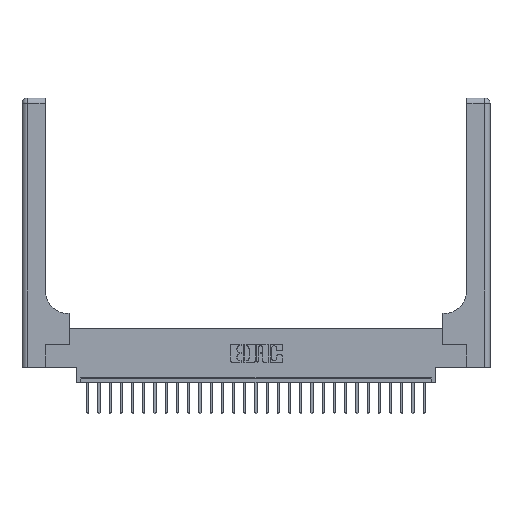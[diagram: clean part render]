
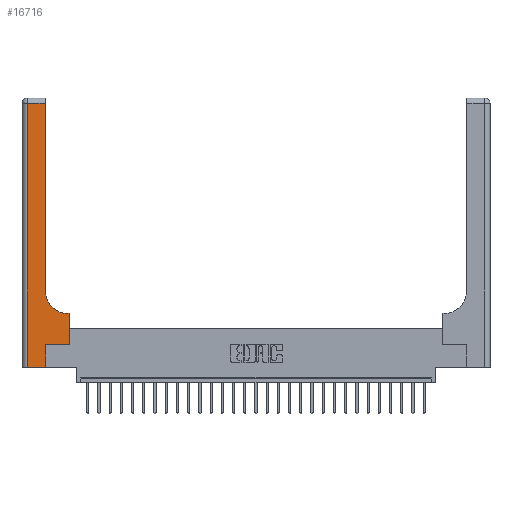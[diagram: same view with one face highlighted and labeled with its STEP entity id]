
A CAD part, top view. The second image highlights one B-rep face of the part: STEP entity #16716.
In plain terms, the highlighted planar face has unit normal (0, 0, 1).
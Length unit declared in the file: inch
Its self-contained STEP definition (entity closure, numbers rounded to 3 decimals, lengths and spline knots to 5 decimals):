
#232 = EDGE_CURVE ( 'NONE', #22980, #7128, #23950, .T. ) ;
#627 = VECTOR ( 'NONE', #7449, 39.37008 ) ;
#695 = CARTESIAN_POINT ( 'NONE',  ( 0.06, 0., 0.37 ) ) ;
#862 = DIRECTION ( 'NONE',  ( 1., 0., 0. ) ) ;
#913 = VERTEX_POINT ( 'NONE', #24956 ) ;
#989 = EDGE_CURVE ( 'NONE', #13929, #10127, #14371, .T. ) ;
#1021 = EDGE_CURVE ( 'NONE', #7345, #913, #23237, .T. ) ;
#1076 = ORIENTED_EDGE ( 'NONE', *, *, #9817, .T. ) ;
#1572 = LINE ( 'NONE', #22067, #627 ) ;
#1983 = DIRECTION ( 'NONE',  ( 0., 0., -1. ) ) ;
#2368 = CARTESIAN_POINT ( 'NONE',  ( 0.265, 0.25, 0.37 ) ) ;
#2411 = CARTESIAN_POINT ( 'NONE',  ( 0.51, 0.85, 0.37 ) ) ;
#3102 = CARTESIAN_POINT ( 'NONE',  ( 0.06, 3., 0.37 ) ) ;
#3161 = VECTOR ( 'NONE', #4360, 39.37008 ) ;
#3670 = CARTESIAN_POINT ( 'NONE',  ( 0.528, 0.25, 0.37 ) ) ;
#4360 = DIRECTION ( 'NONE',  ( 0., 1., 0. ) ) ;
#4644 = LINE ( 'NONE', #8497, #3161 ) ;
#5603 = CIRCLE ( 'NONE', #15863, 0.25 ) ;
#6097 = ORIENTED_EDGE ( 'NONE', *, *, #1021, .T. ) ;
#6771 = LINE ( 'NONE', #14930, #21320 ) ;
#6819 = LINE ( 'NONE', #25039, #21609 ) ;
#7128 = VERTEX_POINT ( 'NONE', #17849 ) ;
#7345 = VERTEX_POINT ( 'NONE', #695 ) ;
#7449 = DIRECTION ( 'NONE',  ( 0., 1., 0. ) ) ;
#7633 = VERTEX_POINT ( 'NONE', #2368 ) ;
#7804 = VERTEX_POINT ( 'NONE', #15594 ) ;
#7887 = VECTOR ( 'NONE', #9129, 39.37008 ) ;
#8497 = CARTESIAN_POINT ( 'NONE',  ( 0.265, 0., 0.37 ) ) ;
#9108 = EDGE_CURVE ( 'NONE', #9416, #13929, #1572, .T. ) ;
#9129 = DIRECTION ( 'NONE',  ( 0., -1., 0. ) ) ;
#9416 = VERTEX_POINT ( 'NONE', #3670 ) ;
#9607 = PLANE ( 'NONE',  #21282 ) ;
#9682 = ORIENTED_EDGE ( 'NONE', *, *, #9108, .T. ) ;
#9817 = EDGE_CURVE ( 'NONE', #7804, #7345, #17703, .T. ) ;
#10127 = VERTEX_POINT ( 'NONE', #14477 ) ;
#10671 = ORIENTED_EDGE ( 'NONE', *, *, #19736, .T. ) ;
#11507 = ORIENTED_EDGE ( 'NONE', *, *, #989, .T. ) ;
#11763 = CARTESIAN_POINT ( 'NONE',  ( 0., 3., 0.37 ) ) ;
#11993 = VECTOR ( 'NONE', #22699, 39.37008 ) ;
#12589 = ORIENTED_EDGE ( 'NONE', *, *, #21492, .T. ) ;
#13230 = CARTESIAN_POINT ( 'NONE',  ( 0.26, 3., 0.37 ) ) ;
#13628 = ORIENTED_EDGE ( 'NONE', *, *, #14528, .T. ) ;
#13739 = DIRECTION ( 'NONE',  ( 0., 1., 0. ) ) ;
#13929 = VERTEX_POINT ( 'NONE', #24709 ) ;
#14284 = FACE_OUTER_BOUND ( 'NONE', #23479, .T. ) ;
#14371 = LINE ( 'NONE', #14505, #11993 ) ;
#14477 = CARTESIAN_POINT ( 'NONE',  ( 0.51, 0.6, 0.37 ) ) ;
#14505 = CARTESIAN_POINT ( 'NONE',  ( 0.26, 0.6, 0.37 ) ) ;
#14518 = ORIENTED_EDGE ( 'NONE', *, *, #25160, .T. ) ;
#14528 = EDGE_CURVE ( 'NONE', #7633, #9416, #6819, .T. ) ;
#14918 = CARTESIAN_POINT ( 'NONE',  ( 0., 0., 0.37 ) ) ;
#14930 = CARTESIAN_POINT ( 'NONE',  ( 0., 2.94, 0.37 ) ) ;
#14937 = VECTOR ( 'NONE', #13739, 39.37008 ) ;
#15503 = CARTESIAN_POINT ( 'NONE',  ( 0.26, 0.85, 0.37 ) ) ;
#15594 = CARTESIAN_POINT ( 'NONE',  ( 0.06, 2.94, 0.37 ) ) ;
#15863 = AXIS2_PLACEMENT_3D ( 'NONE', #2411, #16745, #24909 ) ;
#16716 = ADVANCED_FACE ( 'NONE', ( #14284 ), #9607, .F. ) ;
#16745 = DIRECTION ( 'NONE',  ( 0., 0., -1. ) ) ;
#17703 = LINE ( 'NONE', #3102, #7887 ) ;
#17849 = CARTESIAN_POINT ( 'NONE',  ( 0.26, 2.94, 0.37 ) ) ;
#19736 = EDGE_CURVE ( 'NONE', #7128, #7804, #6771, .T. ) ;
#21282 = AXIS2_PLACEMENT_3D ( 'NONE', #11763, #1983, #22476 ) ;
#21320 = VECTOR ( 'NONE', #23128, 39.37008 ) ;
#21492 = EDGE_CURVE ( 'NONE', #10127, #22980, #5603, .T. ) ;
#21609 = VECTOR ( 'NONE', #25294, 39.37008 ) ;
#22067 = CARTESIAN_POINT ( 'NONE',  ( 0.528, 0.25, 0.37 ) ) ;
#22476 = DIRECTION ( 'NONE',  ( -1., 0., 0. ) ) ;
#22699 = DIRECTION ( 'NONE',  ( -1., 0., 0. ) ) ;
#22980 = VERTEX_POINT ( 'NONE', #15503 ) ;
#22981 = ORIENTED_EDGE ( 'NONE', *, *, #232, .T. ) ;
#23128 = DIRECTION ( 'NONE',  ( -1., 0., 0. ) ) ;
#23237 = LINE ( 'NONE', #14918, #26106 ) ;
#23479 = EDGE_LOOP ( 'NONE', ( #22981, #10671, #1076, #6097, #14518, #13628, #9682, #11507, #12589 ) ) ;
#23950 = LINE ( 'NONE', #13230, #14937 ) ;
#24709 = CARTESIAN_POINT ( 'NONE',  ( 0.528, 0.6, 0.37 ) ) ;
#24909 = DIRECTION ( 'NONE',  ( 1., 0., 0. ) ) ;
#24956 = CARTESIAN_POINT ( 'NONE',  ( 0.265, 0., 0.37 ) ) ;
#25039 = CARTESIAN_POINT ( 'NONE',  ( 0.265, 0.25, 0.37 ) ) ;
#25160 = EDGE_CURVE ( 'NONE', #913, #7633, #4644, .T. ) ;
#25294 = DIRECTION ( 'NONE',  ( 1., 0., 0. ) ) ;
#26106 = VECTOR ( 'NONE', #862, 39.37008 ) ;
